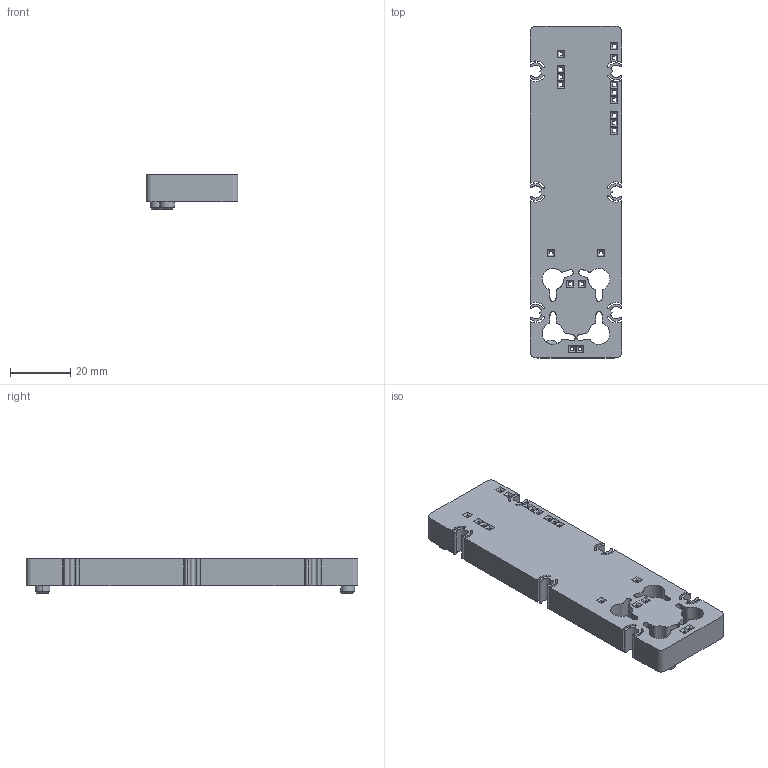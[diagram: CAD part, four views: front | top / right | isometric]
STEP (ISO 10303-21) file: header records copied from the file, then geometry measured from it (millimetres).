
FILE_DESCRIPTION(/* description */ (''),/* implementation_level */ '2;1');
FILE_NAME(/* name */ '3dpcb_mid',/* time_stamp */ '2022-03-21T08:40:24+01:00',/* author */ (''),/* organization */ (''),/* preprocessor_version */ 'ST-DEVELOPER v10',/* originating_system */ '',/* authorisation */ '');
FILE_SCHEMA (('CONFIG_CONTROL_DESIGN'));
Length unit declared in the file: millimetre
Products named in the file (1): 1
Bounding box: 30.48 x 110 x 11.43 mm (x, y, z)
Volume: 28903.1 mm3; surface area: 12217.5 mm2
Topology: 3 solids, 3 shells, 180 faces, 453 edges, 277 vertices
Faces by surface type: bspline 98, plane 82
Entity records: 9270 total; most frequent: CARTESIAN_POINT 6180, ORIENTED_EDGE 906, EDGE_CURVE 453, B_SPLINE_CURVE_WITH_KNOTS 412, VERTEX_POINT 277, EDGE_LOOP 222, ADVANCED_FACE 180, FACE_OUTER_BOUND 180
